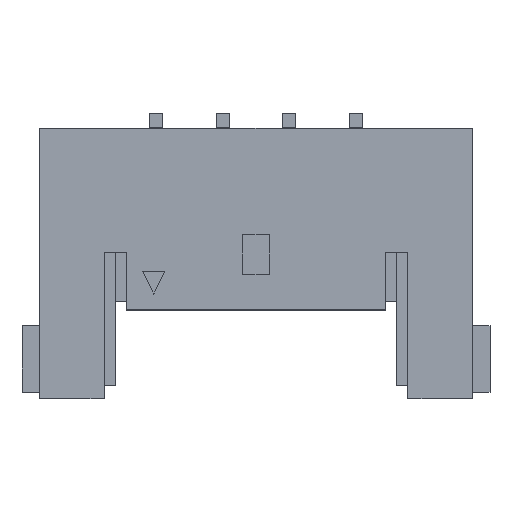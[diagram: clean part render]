
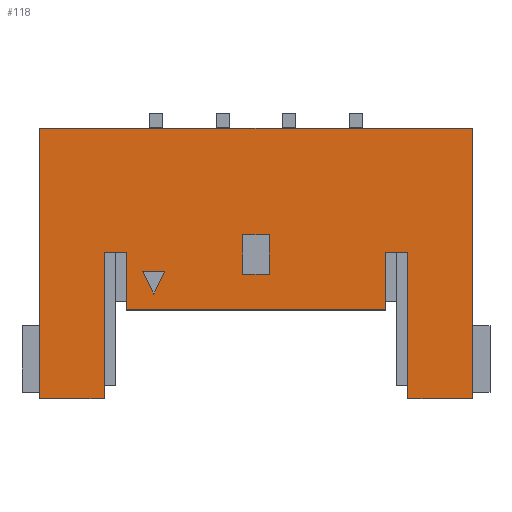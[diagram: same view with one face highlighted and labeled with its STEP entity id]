
A CAD part, top view. The second image highlights one B-rep face of the part: STEP entity #118.
In plain terms, the highlighted planar face has unit normal (0, 0, 1).
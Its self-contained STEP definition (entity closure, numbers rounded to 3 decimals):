
#84=FACE_BOUND('',#591,.T.);
#85=FACE_BOUND('',#592,.T.);
#86=FACE_BOUND('',#593,.T.);
#118=ADVANCED_FACE('',(#84,#85,#86),#282,.T.);
#282=PLANE('',#3315);
#591=EDGE_LOOP('',(#965,#966,#967));
#592=EDGE_LOOP('',(#968,#969,#970,#971));
#593=EDGE_LOOP('',(#972,#973,#974,#975,#976,#977,#978,#979,#980,#981,#982,
#983));
#965=ORIENTED_EDGE('',*,*,#2163,.F.);
#966=ORIENTED_EDGE('',*,*,#2164,.F.);
#967=ORIENTED_EDGE('',*,*,#2165,.F.);
#968=ORIENTED_EDGE('',*,*,#2129,.F.);
#969=ORIENTED_EDGE('',*,*,#2133,.F.);
#970=ORIENTED_EDGE('',*,*,#2138,.F.);
#971=ORIENTED_EDGE('',*,*,#2135,.F.);
#972=ORIENTED_EDGE('',*,*,#2166,.F.);
#973=ORIENTED_EDGE('',*,*,#2122,.F.);
#974=ORIENTED_EDGE('',*,*,#2119,.F.);
#975=ORIENTED_EDGE('',*,*,#2167,.F.);
#976=ORIENTED_EDGE('',*,*,#2115,.F.);
#977=ORIENTED_EDGE('',*,*,#2112,.F.);
#978=ORIENTED_EDGE('',*,*,#2168,.F.);
#979=ORIENTED_EDGE('',*,*,#2147,.F.);
#980=ORIENTED_EDGE('',*,*,#2162,.F.);
#981=ORIENTED_EDGE('',*,*,#2075,.T.);
#982=ORIENTED_EDGE('',*,*,#2153,.T.);
#983=ORIENTED_EDGE('',*,*,#2144,.F.);
#1765=VERTEX_POINT('',#4537);
#1766=VERTEX_POINT('',#4539);
#1797=VERTEX_POINT('',#4612);
#1798=VERTEX_POINT('',#4614);
#1800=VERTEX_POINT('',#4620);
#1803=VERTEX_POINT('',#4627);
#1804=VERTEX_POINT('',#4629);
#1806=VERTEX_POINT('',#4635);
#1811=VERTEX_POINT('',#4648);
#1812=VERTEX_POINT('',#4650);
#1814=VERTEX_POINT('',#4656);
#1816=VERTEX_POINT('',#4662);
#1817=VERTEX_POINT('',#4669);
#1820=VERTEX_POINT('',#4676);
#1821=VERTEX_POINT('',#4681);
#1822=VERTEX_POINT('',#4683);
#1830=VERTEX_POINT('',#4711);
#1831=VERTEX_POINT('',#4712);
#1832=VERTEX_POINT('',#4714);
#2075=EDGE_CURVE('',#1766,#1765,#2538,.T.);
#2112=EDGE_CURVE('',#1797,#1798,#2575,.T.);
#2115=EDGE_CURVE('',#1798,#1800,#2578,.T.);
#2119=EDGE_CURVE('',#1803,#1804,#2582,.T.);
#2122=EDGE_CURVE('',#1804,#1806,#2585,.T.);
#2129=EDGE_CURVE('',#1811,#1812,#2592,.T.);
#2133=EDGE_CURVE('',#1814,#1811,#2596,.T.);
#2135=EDGE_CURVE('',#1812,#1816,#2598,.T.);
#2138=EDGE_CURVE('',#1816,#1814,#2601,.T.);
#2144=EDGE_CURVE('',#1820,#1817,#2607,.T.);
#2147=EDGE_CURVE('',#1821,#1822,#2610,.T.);
#2153=EDGE_CURVE('',#1765,#1817,#2616,.T.);
#2162=EDGE_CURVE('',#1766,#1821,#2625,.T.);
#2163=EDGE_CURVE('',#1830,#1831,#2626,.T.);
#2164=EDGE_CURVE('',#1832,#1830,#2627,.T.);
#2165=EDGE_CURVE('',#1831,#1832,#2628,.T.);
#2166=EDGE_CURVE('',#1806,#1820,#2629,.T.);
#2167=EDGE_CURVE('',#1800,#1803,#2630,.T.);
#2168=EDGE_CURVE('',#1822,#1797,#2631,.T.);
#2538=LINE('',#4538,#2969);
#2575=LINE('',#4613,#3006);
#2578=LINE('',#4619,#3009);
#2582=LINE('',#4628,#3013);
#2585=LINE('',#4634,#3016);
#2592=LINE('',#4649,#3023);
#2596=LINE('',#4657,#3027);
#2598=LINE('',#4661,#3029);
#2601=LINE('',#4666,#3032);
#2607=LINE('',#4677,#3038);
#2610=LINE('',#4682,#3041);
#2616=LINE('',#4693,#3047);
#2625=LINE('',#4708,#3056);
#2626=LINE('',#4710,#3057);
#2627=LINE('',#4713,#3058);
#2628=LINE('',#4715,#3059);
#2629=LINE('',#4716,#3060);
#2630=LINE('',#4717,#3061);
#2631=LINE('',#4718,#3062);
#2969=VECTOR('',#3613,1.);
#3006=VECTOR('',#3662,1.);
#3009=VECTOR('',#3667,1.);
#3013=VECTOR('',#3673,1.);
#3016=VECTOR('',#3678,1.);
#3023=VECTOR('',#3689,1.);
#3027=VECTOR('',#3695,1.);
#3029=VECTOR('',#3699,1.);
#3032=VECTOR('',#3704,1.);
#3038=VECTOR('',#3712,1.);
#3041=VECTOR('',#3717,1.);
#3047=VECTOR('',#3725,1.);
#3056=VECTOR('',#3738,1.);
#3057=VECTOR('',#3741,1.);
#3058=VECTOR('',#3742,1.);
#3059=VECTOR('',#3743,1.);
#3060=VECTOR('',#3744,1.);
#3061=VECTOR('',#3745,1.);
#3062=VECTOR('',#3746,1.);
#3315=AXIS2_PLACEMENT_3D('',#4719,#3747,#3748);
#3613=DIRECTION('',(-1.,0.,0.));
#3662=DIRECTION('',(-1.,0.,0.));
#3667=DIRECTION('',(0.,-1.,0.));
#3673=DIRECTION('',(0.,1.,0.));
#3678=DIRECTION('',(-1.,0.,0.));
#3689=DIRECTION('',(1.,0.,0.));
#3695=DIRECTION('',(0.,-1.,0.));
#3699=DIRECTION('',(0.,1.,0.));
#3704=DIRECTION('',(-1.,0.,0.));
#3712=DIRECTION('',(-1.,0.,0.));
#3717=DIRECTION('',(-1.,0.,0.));
#3725=DIRECTION('',(0.,-1.,0.));
#3738=DIRECTION('',(0.,-1.,0.));
#3741=DIRECTION('',(0.447,-0.894,0.));
#3742=DIRECTION('',(-1.,0.,0.));
#3743=DIRECTION('',(0.447,0.894,0.));
#3744=DIRECTION('',(0.,-1.,0.));
#3745=DIRECTION('',(-1.,0.,0.));
#3746=DIRECTION('',(0.,1.,0.));
#3747=DIRECTION('',(0.,0.,1.));
#3748=DIRECTION('',(1.,0.,0.));
#4537=CARTESIAN_POINT('',(-7.125,8.15,2.));
#4538=CARTESIAN_POINT('',(2.625,8.15,2.));
#4539=CARTESIAN_POINT('',(2.625,8.15,2.));
#4612=CARTESIAN_POINT('',(1.175,5.35,2.));
#4613=CARTESIAN_POINT('',(1.175,5.35,2.));
#4614=CARTESIAN_POINT('',(0.675,5.35,2.));
#4619=CARTESIAN_POINT('',(0.675,5.35,2.));
#4620=CARTESIAN_POINT('',(0.675,4.05,2.));
#4627=CARTESIAN_POINT('',(-5.175,4.05,2.));
#4628=CARTESIAN_POINT('',(-5.175,4.05,2.));
#4629=CARTESIAN_POINT('',(-5.175,5.35,2.));
#4634=CARTESIAN_POINT('',(-5.175,5.35,2.));
#4635=CARTESIAN_POINT('',(-5.675,5.35,2.));
#4648=CARTESIAN_POINT('',(-2.55,4.85,2.));
#4649=CARTESIAN_POINT('',(-2.55,4.85,2.));
#4650=CARTESIAN_POINT('',(-1.95,4.85,2.));
#4656=CARTESIAN_POINT('',(-2.55,5.75,2.));
#4657=CARTESIAN_POINT('',(-2.55,5.75,2.));
#4661=CARTESIAN_POINT('',(-1.95,4.85,2.));
#4662=CARTESIAN_POINT('',(-1.95,5.75,2.));
#4666=CARTESIAN_POINT('',(-1.95,5.75,2.));
#4669=CARTESIAN_POINT('',(-7.125,2.05,2.));
#4676=CARTESIAN_POINT('',(-5.675,2.05,2.));
#4677=CARTESIAN_POINT('',(2.625,2.05,2.));
#4681=CARTESIAN_POINT('',(2.625,2.05,2.));
#4682=CARTESIAN_POINT('',(2.625,2.05,2.));
#4683=CARTESIAN_POINT('',(1.175,2.05,2.));
#4693=CARTESIAN_POINT('',(-7.125,8.15,2.));
#4708=CARTESIAN_POINT('',(2.625,8.15,2.));
#4710=CARTESIAN_POINT('',(-4.805,4.91,2.));
#4711=CARTESIAN_POINT('',(-4.805,4.91,2.));
#4712=CARTESIAN_POINT('',(-4.555,4.41,2.));
#4713=CARTESIAN_POINT('',(-4.305,4.91,2.));
#4714=CARTESIAN_POINT('',(-4.305,4.91,2.));
#4715=CARTESIAN_POINT('',(-4.555,4.41,2.));
#4716=CARTESIAN_POINT('',(-5.675,5.35,2.));
#4717=CARTESIAN_POINT('',(0.675,4.05,2.));
#4718=CARTESIAN_POINT('',(1.175,2.05,2.));
#4719=CARTESIAN_POINT('',(2.625,8.15,2.));
